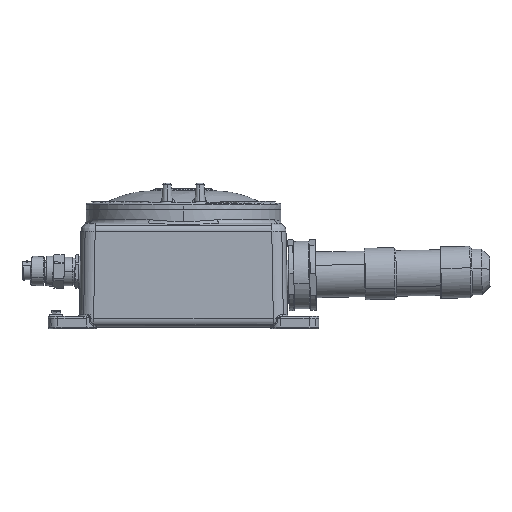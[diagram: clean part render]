
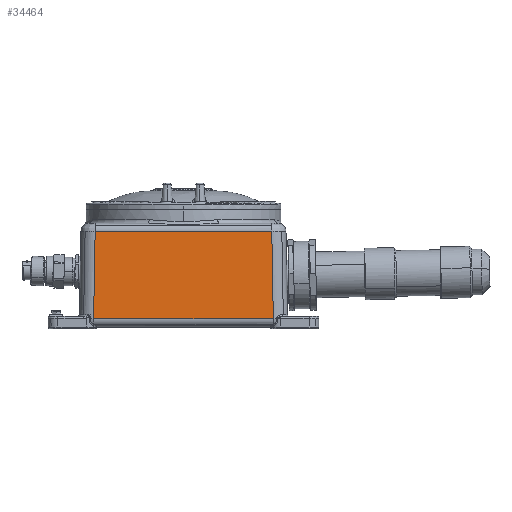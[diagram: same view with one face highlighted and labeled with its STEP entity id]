
A CAD part, left-side view. The second image highlights one B-rep face of the part: STEP entity #34464.
In plain terms, the highlighted planar face has unit normal (-1, 0, 0.018).
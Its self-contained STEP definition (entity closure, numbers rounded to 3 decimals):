
#3042 = VERTEX_POINT ( 'NONE', #23701 ) ;
#3581 = ORIENTED_EDGE ( 'NONE', *, *, #40315, .F. ) ;
#5797 = CARTESIAN_POINT ( 'NONE',  ( -115.612, 99.615, 107.801 ) ) ;
#6713 = PLANE ( 'NONE',  #98813 ) ;
#7265 = EDGE_CURVE ( 'NONE', #3042, #74593, #87097, .T. ) ;
#10095 = CARTESIAN_POINT ( 'NONE',  ( -117.34, -101.343, 8.801 ) ) ;
#12047 = VERTEX_POINT ( 'NONE', #22348 ) ;
#12103 = VERTEX_POINT ( 'NONE', #33895 ) ;
#13928 = CARTESIAN_POINT ( 'NONE',  ( -115.612, -33.205, 107.801 ) ) ;
#15729 = CARTESIAN_POINT ( 'NONE',  ( -117.34, 101.343, 8.801 ) ) ;
#16305 = EDGE_LOOP ( 'NONE', ( #3581, #72591, #24570, #52412 ) ) ;
#22348 = CARTESIAN_POINT ( 'NONE',  ( -115.612, 99.615, 107.801 ) ) ;
#23701 = CARTESIAN_POINT ( 'NONE',  ( -117.34, 101.343, 8.801 ) ) ;
#24570 = ORIENTED_EDGE ( 'NONE', *, *, #111353, .T. ) ;
#24905 = CARTESIAN_POINT ( 'NONE',  ( -115.612, -99.615, 107.801 ) ) ;
#31618 = FACE_OUTER_BOUND ( 'NONE', #16305, .T. ) ;
#32200 = DIRECTION ( 'NONE',  ( 0., 1., 0. ) ) ;
#33895 = CARTESIAN_POINT ( 'NONE',  ( -115.612, -99.615, 107.801 ) ) ;
#34137 = CARTESIAN_POINT ( 'NONE',  ( -115.612, 33.205, 107.801 ) ) ;
#34464 = ADVANCED_FACE ( 'NONE', ( #31618 ), #6713, .T. ) ;
#39040 = CARTESIAN_POINT ( 'NONE',  ( -117.34, -101.343, 8.801 ) ) ;
#40315 = EDGE_CURVE ( 'NONE', #3042, #12047, #108091, .T. ) ;
#51045 = CARTESIAN_POINT ( 'NONE',  ( -116.188, 100.191, 74.801 ) ) ;
#52412 = ORIENTED_EDGE ( 'NONE', *, *, #73683, .T. ) ;
#56393 = CARTESIAN_POINT ( 'NONE',  ( -117.34, 33.781, 8.801 ) ) ;
#66971 = CARTESIAN_POINT ( 'NONE',  ( -117.5, -117.5, -0.356 ) ) ;
#72591 = ORIENTED_EDGE ( 'NONE', *, *, #7265, .T. ) ;
#73683 = EDGE_CURVE ( 'NONE', #12103, #12047, #106361, .T. ) ;
#74593 = VERTEX_POINT ( 'NONE', #81692 ) ;
#81692 = CARTESIAN_POINT ( 'NONE',  ( -117.34, -101.343, 8.801 ) ) ;
#82453 = CARTESIAN_POINT ( 'NONE',  ( -117.34, 101.343, 8.801 ) ) ;
#83619 = CARTESIAN_POINT ( 'NONE',  ( -115.612, -99.615, 107.801 ) ) ;
#84651 = CARTESIAN_POINT ( 'NONE',  ( -116.764, 100.767, 41.801 ) ) ;
#87097 = B_SPLINE_CURVE_WITH_KNOTS ( 'NONE', 3,
 ( #82453, #56393, #91744, #10095 ),
 .UNSPECIFIED., .F., .F.,
 ( 4, 4 ),
 ( 0., 1. ),
 .UNSPECIFIED. ) ;
#90187 = B_SPLINE_CURVE_WITH_KNOTS ( 'NONE', 3,
 ( #39040, #110889, #92331, #83619 ),
 .UNSPECIFIED., .F., .F.,
 ( 4, 4 ),
 ( 0., 1. ),
 .UNSPECIFIED. ) ;
#91744 = CARTESIAN_POINT ( 'NONE',  ( -117.34, -33.781, 8.801 ) ) ;
#92331 = CARTESIAN_POINT ( 'NONE',  ( -116.188, -100.191, 74.801 ) ) ;
#93927 = CARTESIAN_POINT ( 'NONE',  ( -115.612, 99.615, 107.801 ) ) ;
#98813 = AXIS2_PLACEMENT_3D ( 'NONE', #66971, #111611, #32200 ) ;
#106361 = B_SPLINE_CURVE_WITH_KNOTS ( 'NONE', 3,
 ( #24905, #13928, #34137, #5797 ),
 .UNSPECIFIED., .F., .F.,
 ( 4, 4 ),
 ( 0., 1. ),
 .UNSPECIFIED. ) ;
#108091 = B_SPLINE_CURVE_WITH_KNOTS ( 'NONE', 3,
 ( #15729, #84651, #51045, #93927 ),
 .UNSPECIFIED., .F., .F.,
 ( 4, 4 ),
 ( 0., 1. ),
 .UNSPECIFIED. ) ;
#110889 = CARTESIAN_POINT ( 'NONE',  ( -116.764, -100.767, 41.801 ) ) ;
#111353 = EDGE_CURVE ( 'NONE', #74593, #12103, #90187, .T. ) ;
#111611 = DIRECTION ( 'NONE',  ( -1., 0., 0.017 ) ) ;
